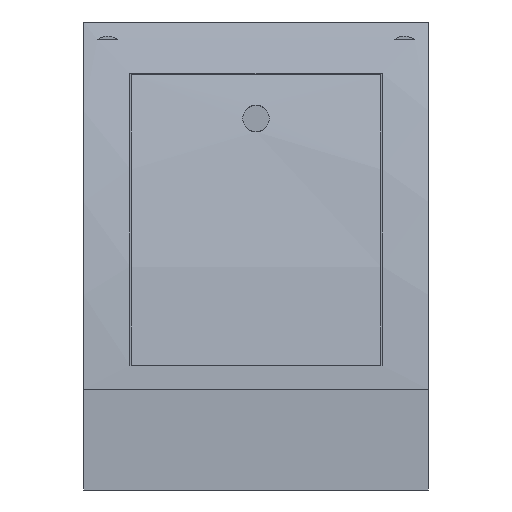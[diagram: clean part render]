
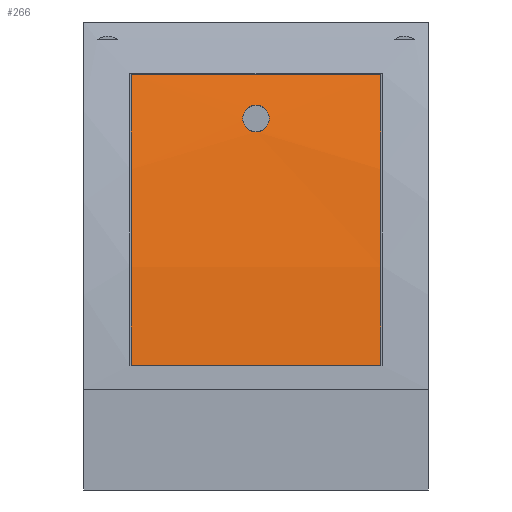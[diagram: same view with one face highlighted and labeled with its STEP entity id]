
A CAD part, front view. The second image highlights one B-rep face of the part: STEP entity #266.
In plain terms, the highlighted cylindrical face has radius 13652.2 mm (diameter 27304.3 mm), a partial arc.
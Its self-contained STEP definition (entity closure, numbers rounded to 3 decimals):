
#23=CARTESIAN_POINT('POINT4541',(0.,
   -994.532,1129.03));
#24=VERTEX_POINT('VERTEX4541',#23);
#32=CARTESIAN_POINT('POINT4542',(0.,-1098.783,
   806.45));
#33=VERTEX_POINT('VERTEX4542',#32);
#40=B_SPLINE_CURVE_WITH_KNOTS('SPLINE_CRV319',3,(#41,#42,#43,#44,#45,#46
   ,#47,#48,#49,#50,#51,#52,#53,#54,#55,#56,#57,#58,#59,#60,#61,#62,#63,
   #64,#65,#66,#67,#68,#69,#70,#71,#72,#73,#74),.UNSPECIFIED.,.F.,.F.,(4
   ,2,2,2,2,2,2,2,2,2,2,2,2,2,2,2,4),(19.626,
   20.82,22.013,23.206,
   24.399,25.662,26.924,
   28.186,29.448,30.707,
   31.965,33.223,34.482,
   35.674,36.867,38.06,
   39.253),.UNSPECIFIED.);
#41=CARTESIAN_POINT('',(0.,-994.532,
   1129.03));
#42=CARTESIAN_POINT('',(10.103,-994.532,
   1129.03));
#43=CARTESIAN_POINT('',(20.531,-994.857,
   1128.065));
#44=CARTESIAN_POINT('',(41.231,-996.217,
   1124.027));
#45=CARTESIAN_POINT('',(51.503,-997.25,
   1120.955));
#46=CARTESIAN_POINT('',(71.159,-999.965,
   1112.874));
#47=CARTESIAN_POINT('',(80.559,-1001.648,
   1107.858));
#48=CARTESIAN_POINT('',(97.91,-1005.504,
   1096.335));
#49=CARTESIAN_POINT('',(105.859,-1007.677,
   1089.827));
#50=CARTESIAN_POINT('',(120.32,-1012.396,
   1075.656));
#51=CARTESIAN_POINT('',(127.248,-1015.126,
   1067.435));
#52=CARTESIAN_POINT('',(139.408,-1021.037,
   1049.573));
#53=CARTESIAN_POINT('',(144.642,-1024.217,
   1039.931));
#54=CARTESIAN_POINT('',(153.024,-1030.81,
   1019.858));
#55=CARTESIAN_POINT('',(156.18,-1034.228,
   1009.412));
#56=CARTESIAN_POINT('',(160.313,-1041.061,
   988.437));
#57=CARTESIAN_POINT('',(161.29,-1044.477,
   977.909));
#58=CARTESIAN_POINT('',(161.29,-1051.039,
   957.602));
#59=CARTESIAN_POINT('',(160.319,-1054.42,
   947.098));
#60=CARTESIAN_POINT('',(156.202,-1061.132,
   926.157));
#61=CARTESIAN_POINT('',(153.057,-1064.463,
   915.72));
#62=CARTESIAN_POINT('',(144.694,-1070.842,
   895.654));
#63=CARTESIAN_POINT('',(139.469,-1073.894,
   886.012));
#64=CARTESIAN_POINT('',(127.325,-1079.531,
   868.143));
#65=CARTESIAN_POINT('',(120.404,-1082.116,
   859.918));
#66=CARTESIAN_POINT('',(105.937,-1086.566,
   845.719));
#67=CARTESIAN_POINT('',(97.974,-1088.605,
   839.193));
#68=CARTESIAN_POINT('',(80.598,-1092.206,
   827.643));
#69=CARTESIAN_POINT('',(71.186,-1093.768,
   822.619));
#70=CARTESIAN_POINT('',(51.511,-1096.281,
   814.527));
#71=CARTESIAN_POINT('',(41.233,-1097.234,
   811.453));
#72=CARTESIAN_POINT('',(20.527,-1098.485,
   807.414));
#73=CARTESIAN_POINT('',(10.099,-1098.783,
   806.45));
#74=CARTESIAN_POINT('',(0.,-1098.783,806.45));
#75=EDGE_CURVE('EDGE7156',#24,#33,#40,.T.);
#86=B_SPLINE_CURVE_WITH_KNOTS('SPLINE_CRV320',3,(#87,#88,#89,#90,#91,#92
   ,#93,#94,#95,#96,#97,#98,#99,#100,#101,#102,#103,#104,#105,#106,#107,
   #108,#109,#110,#111,#112,#113,#114,#115,#116,#117,#118,#119,#120),
   .UNSPECIFIED.,.F.,.F.,(4,2,2,2,2,2,2,2,2,2,2,2,2,2,2,2,4),(0.,
   1.193,2.386,3.578,
   4.771,6.029,7.288,
   8.546,9.804,11.067,
   12.329,13.591,14.853,
   16.047,17.24,18.433,
   19.626),.UNSPECIFIED.);
#87=CARTESIAN_POINT('',(0.,-1098.783,806.45));
#88=CARTESIAN_POINT('',(-10.099,-1098.783,
   806.45));
#89=CARTESIAN_POINT('',(-20.527,-1098.485,
   807.414));
#90=CARTESIAN_POINT('',(-41.233,-1097.234,
   811.453));
#91=CARTESIAN_POINT('',(-51.511,-1096.281,
   814.527));
#92=CARTESIAN_POINT('',(-71.186,-1093.768,
   822.619));
#93=CARTESIAN_POINT('',(-80.598,-1092.206,
   827.643));
#94=CARTESIAN_POINT('',(-97.974,-1088.605,
   839.193));
#95=CARTESIAN_POINT('',(-105.937,-1086.566,
   845.719));
#96=CARTESIAN_POINT('',(-120.404,-1082.116,
   859.918));
#97=CARTESIAN_POINT('',(-127.325,-1079.531,
   868.143));
#98=CARTESIAN_POINT('',(-139.469,-1073.894,
   886.012));
#99=CARTESIAN_POINT('',(-144.694,-1070.842,
   895.654));
#100=CARTESIAN_POINT('',(-153.057,-1064.463,
   915.72));
#101=CARTESIAN_POINT('',(-156.202,-1061.132,
   926.157));
#102=CARTESIAN_POINT('',(-160.319,-1054.42,
   947.098));
#103=CARTESIAN_POINT('',(-161.29,-1051.039,
   957.602));
#104=CARTESIAN_POINT('',(-161.29,-1044.477,
   977.909));
#105=CARTESIAN_POINT('',(-160.313,-1041.061,
   988.437));
#106=CARTESIAN_POINT('',(-156.18,-1034.228,
   1009.412));
#107=CARTESIAN_POINT('',(-153.024,-1030.81,
   1019.858));
#108=CARTESIAN_POINT('',(-144.642,-1024.217,
   1039.931));
#109=CARTESIAN_POINT('',(-139.408,-1021.037,
   1049.573));
#110=CARTESIAN_POINT('',(-127.248,-1015.126,
   1067.435));
#111=CARTESIAN_POINT('',(-120.32,-1012.396,
   1075.656));
#112=CARTESIAN_POINT('',(-105.859,-1007.677,
   1089.827));
#113=CARTESIAN_POINT('',(-97.91,-1005.504,
   1096.335));
#114=CARTESIAN_POINT('',(-80.559,-1001.648,
   1107.858));
#115=CARTESIAN_POINT('',(-71.159,-999.965,
   1112.874));
#116=CARTESIAN_POINT('',(-51.503,-997.25,
   1120.955));
#117=CARTESIAN_POINT('',(-41.231,-996.217,
   1124.027));
#118=CARTESIAN_POINT('',(-20.531,-994.857,
   1128.065));
#119=CARTESIAN_POINT('',(-10.103,-994.532,
   1129.03));
#120=CARTESIAN_POINT('',(0.,-994.532,
   1129.03));
#121=EDGE_CURVE('EDGE7157',#33,#24,#86,.T.);
#128=CARTESIAN_POINT('POINT4543',(1516.126,-862.361,
   1503.223));
#129=VERTEX_POINT('VERTEX4543',#128);
#146=CARTESIAN_POINT('POINT4546',(-1516.126,-862.361,
   1503.223));
#147=VERTEX_POINT('VERTEX4546',#146);
#154=CARTESIAN_POINT('POS6889',(-1516.126,-862.361,
   1503.223));
#155=DIRECTION('DIR11260',(1.,0.,0.));
#156=VECTOR('VEC2518',#155,25.4);
#157=LINE('STRAIGHT2518',#154,#156);
#158=EDGE_CURVE('EDGE7161',#147,#129,#157,.T.);
#217=CARTESIAN_POINT('POINT4551',(-1516.126,-1656.553,
   -2032.254));
#218=VERTEX_POINT('VERTEX4551',#217);
#221=CARTESIAN_POINT('POS6897',(-1516.126,11942.95,
   -3230.236));
#222=DIRECTION('DIR11272',(-1.,0.,0.));
#223=DIRECTION('DIR11273',(0.,-0.996,
   0.088));
#224=AXIS2_PLACEMENT_3D('AXIS4376',#221,#222,#223);
#225=CIRCLE('ELLIPSE2536',#224,13652.166);
#226=EDGE_CURVE('EDGE7168',#218,#147,#225,.T.);
#238=ORIENTED_EDGE('COEDGE14327',*,*,#121,.T.);
#239=ORIENTED_EDGE('COEDGE14328',*,*,#75,.T.);
#240=EDGE_LOOP('NONE',(#238,#239));
#241=FACE_BOUND('LOOP1',#240,.T.);
#242=CARTESIAN_POINT('POINT4552',(1516.126,-1656.553,
   -2032.254));
#243=VERTEX_POINT('VERTEX4552',#242);
#244=CARTESIAN_POINT('POS6899',(1516.126,11942.95,
   -3230.236));
#245=DIRECTION('DIR11276',(-1.,0.,0.));
#246=DIRECTION('DIR11277',(0.,-0.996,
   0.088));
#247=AXIS2_PLACEMENT_3D('AXIS4378',#244,#245,#246);
#248=CIRCLE('ELLIPSE2537',#247,13652.166);
#249=EDGE_CURVE('EDGE7169',#243,#129,#248,.T.);
#250=ORIENTED_EDGE('COEDGE14329',*,*,#249,.T.);
#251=ORIENTED_EDGE('COEDGE14330',*,*,#158,.F.);
#252=ORIENTED_EDGE('COEDGE14331',*,*,#226,.F.);
#253=CARTESIAN_POINT('POS6900',(-1516.126,-1656.553,
   -2032.254));
#254=DIRECTION('DIR11278',(1.,0.,0.));
#255=VECTOR('VEC2522',#254,25.4);
#256=LINE('STRAIGHT2522',#253,#255);
#257=EDGE_CURVE('EDGE7170',#218,#243,#256,.T.);
#258=ORIENTED_EDGE('COEDGE14332',*,*,#257,.T.);
#259=EDGE_LOOP('NONE',(#250,#251,#252,#258));
#260=FACE_BOUND('LOOP1',#259,.T.);
#261=CARTESIAN_POINT('POS6901',(-1516.126,11942.95,
   -3230.236));
#262=DIRECTION('DIR11279',(1.,0.,0.));
#263=DIRECTION('DIR11280',(0.,-0.996,
   0.088));
#264=AXIS2_PLACEMENT_3D('AXIS4379',#261,#262,#263);
#265=CYLINDRICAL_SURFACE('CONE_SURF875',#264,13652.166);
#266=ADVANCED_FACE('FACE3108',(#241,#260),#265,.T.);
